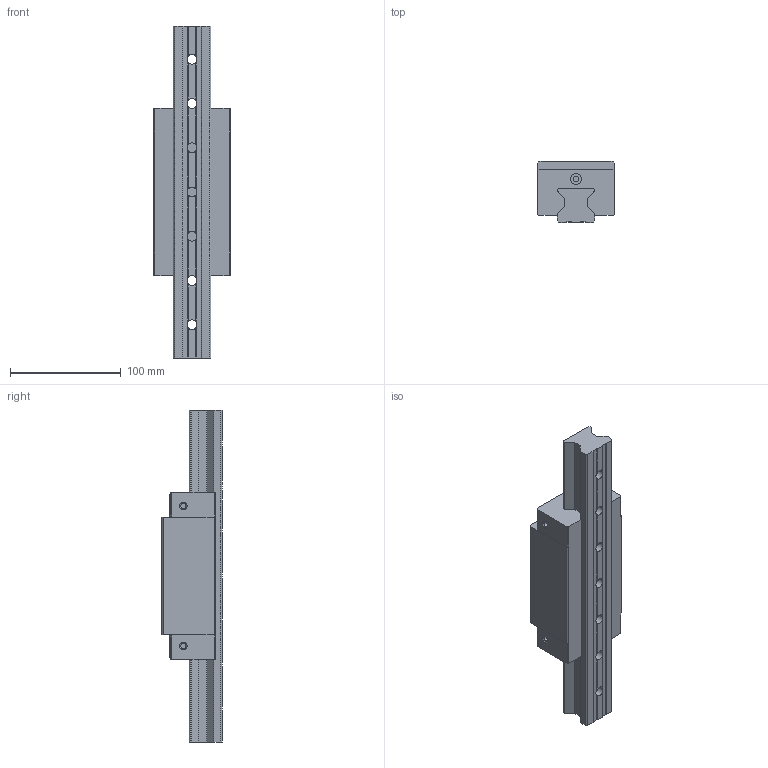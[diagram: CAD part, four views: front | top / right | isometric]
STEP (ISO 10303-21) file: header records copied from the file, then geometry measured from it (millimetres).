
FILE_DESCRIPTION((''),'2;1');
FILE_NAME('RGH35HA_ASM','2006-08-29T',('vincent'),(''),'PRO/ENGINEER BY PARAMETRIC TECHNOLOGY CORPORATION, 2004360','PRO/ENGINEER BY PARAMETRIC TECHNOLOGY CORPORATION, 2004360','');
FILE_SCHEMA(('CONFIG_CONTROL_DESIGN'));
Length unit declared in the file: millimetre
Products named in the file (3): RGH35HA_BLOCK; RGR35_RAIL; RGH35HA_ASM
Assembly tree (2 placements, depth 2):
  RGH35HA_ASM
    RGH35HA_BLOCK
    RGR35_RAIL
Bounding box: 70 x 55 x 300 mm (x, y, z)
Volume: 618030.4 mm3; surface area: 100133.9 mm2
Topology: 2 solids, 2 shells, 214 faces, 556 edges, 364 vertices
Faces by surface type: plane 130, cylinder 64, cone 20
Entity records: 6677 total; most frequent: CARTESIAN_POINT 1195, DIRECTION 1142, ORIENTED_EDGE 1112, EDGE_CURVE 556, AXIS2_PLACEMENT_3D 395, VERTEX_POINT 364, VECTOR 352, LINE 352
